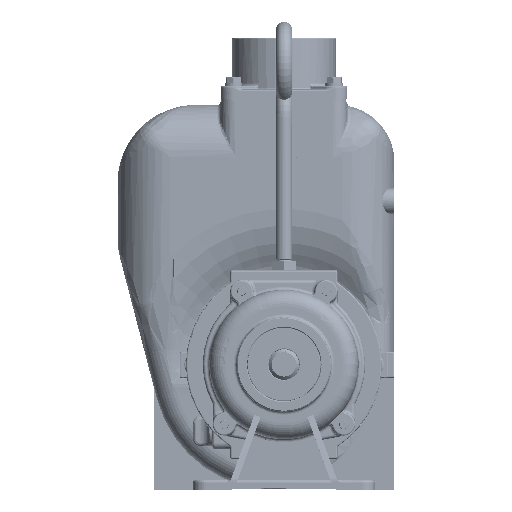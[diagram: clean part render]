
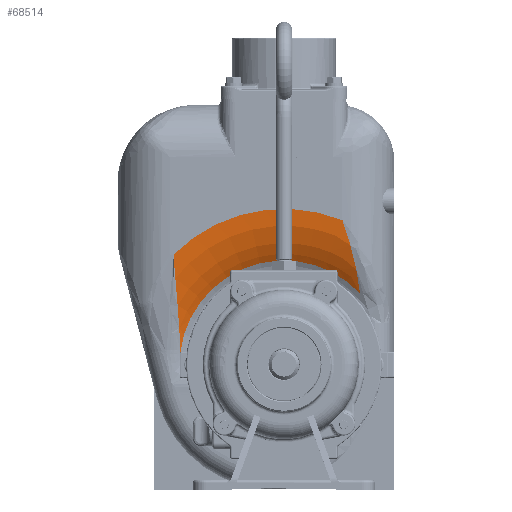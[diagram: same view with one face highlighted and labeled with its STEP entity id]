
A CAD part, top view. The second image highlights one B-rep face of the part: STEP entity #68514.
In plain terms, the highlighted toroidal (fillet/blend) face has major radius 152.4 mm and minor radius 95.25 mm.
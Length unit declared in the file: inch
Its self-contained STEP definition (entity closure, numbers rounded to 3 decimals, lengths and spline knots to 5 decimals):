
#1687=TOROIDAL_SURFACE('',#73585,6.,3.75);
#2674=B_SPLINE_CURVE_WITH_KNOTS('',3,(#103926,#103927,#103928,#103929,#103930,
#103931,#103932,#103933),.UNSPECIFIED.,.F.,.F.,(4,2,1,1,4),(-6.99528,
-6.9896,-4.19376,-2.79584,0.),.UNSPECIFIED.);
#2675=B_SPLINE_CURVE_WITH_KNOTS('',3,(#103935,#103936,#103937,#103938,#103939,
#103940,#103941,#103942,#103943,#103944),.UNSPECIFIED.,.F.,.F.,(4,1,1,1,
1,2,4),(0.,1.83271,3.66542,5.49812,7.33083,
9.16354,9.17197),.UNSPECIFIED.);
#2676=B_SPLINE_CURVE_WITH_KNOTS('',3,(#103945,#103946,#103947,#103948),
 .UNSPECIFIED.,.F.,.F.,(4,4),(0.19346,0.48826),
 .UNSPECIFIED.);
#8082=FACE_OUTER_BOUND('',#12636,.T.);
#12636=EDGE_LOOP('',(#47823,#47824,#47825,#47826,#47827));
#25588=CIRCLE('',#73408,6.);
#25674=CIRCLE('',#73586,4.01543);
#29517=VERTEX_POINT('',#103332);
#29518=VERTEX_POINT('',#103333);
#29688=VERTEX_POINT('',#103923);
#29689=VERTEX_POINT('',#103924);
#29690=VERTEX_POINT('',#103934);
#36385=EDGE_CURVE('',#29517,#29518,#25588,.T.);
#36581=EDGE_CURVE('',#29688,#29689,#25674,.T.);
#36582=EDGE_CURVE('',#29517,#29688,#2674,.T.);
#36583=EDGE_CURVE('',#29690,#29518,#2675,.T.);
#36584=EDGE_CURVE('',#29689,#29690,#2676,.T.);
#47823=ORIENTED_EDGE('',*,*,#36581,.F.);
#47824=ORIENTED_EDGE('',*,*,#36582,.F.);
#47825=ORIENTED_EDGE('',*,*,#36385,.T.);
#47826=ORIENTED_EDGE('',*,*,#36583,.F.);
#47827=ORIENTED_EDGE('',*,*,#36584,.F.);
#68514=ADVANCED_FACE('',(#8082),#1687,.T.);
#73408=AXIS2_PLACEMENT_3D('',#103334,#81615,#81616);
#73585=AXIS2_PLACEMENT_3D('',#103922,#82047,#82048);
#73586=AXIS2_PLACEMENT_3D('',#103925,#82049,#82050);
#81615=DIRECTION('center_axis',(0.,0.,1.));
#81616=DIRECTION('ref_axis',(1.,0.,0.));
#82047=DIRECTION('center_axis',(0.,0.,1.));
#82048=DIRECTION('ref_axis',(0.,-1.,0.));
#82049=DIRECTION('center_axis',(0.,0.,1.));
#82050=DIRECTION('ref_axis',(-0.362,0.932,0.));
#103332=CARTESIAN_POINT('',(2.25,5.56215,1.5));
#103333=CARTESIAN_POINT('',(-4.25,4.23527,1.5));
#103334=CARTESIAN_POINT('Origin',(0.,0.,1.5));
#103922=CARTESIAN_POINT('Origin',(0.,0.,-2.25));
#103923=CARTESIAN_POINT('',(2.9251,2.7509,0.93182));
#103924=CARTESIAN_POINT('',(-3.98677,0.47889,0.93182));
#103925=CARTESIAN_POINT('Origin',(0.,0.,0.93182));
#103926=CARTESIAN_POINT('Ctrl Pts',(2.25,5.56215,1.5));
#103927=CARTESIAN_POINT('Ctrl Pts',(2.25028,5.56136,1.5));
#103928=CARTESIAN_POINT('Ctrl Pts',(2.25055,5.56057,1.5));
#103929=CARTESIAN_POINT('Ctrl Pts',(2.38694,5.17209,1.49983));
#103930=CARTESIAN_POINT('Ctrl Pts',(2.56953,4.59147,1.44281));
#103931=CARTESIAN_POINT('Ctrl Pts',(2.79884,3.64628,1.24031));
#103932=CARTESIAN_POINT('Ctrl Pts',(2.88769,3.1001,1.06404));
#103933=CARTESIAN_POINT('Ctrl Pts',(2.9251,2.7509,0.93182));
#103934=CARTESIAN_POINT('',(-3.98808,0.58194,0.94106));
#103935=CARTESIAN_POINT('Ctrl Pts',(-3.98808,0.58194,
0.94106));
#103936=CARTESIAN_POINT('Ctrl Pts',(-3.99442,0.79599,
0.964));
#103937=CARTESIAN_POINT('Ctrl Pts',(-4.01389,1.22859,
1.03347));
#103938=CARTESIAN_POINT('Ctrl Pts',(-4.06076,1.90901,
1.18213));
#103939=CARTESIAN_POINT('Ctrl Pts',(-4.11999,2.63115,
1.33838));
#103940=CARTESIAN_POINT('Ctrl Pts',(-4.18539,3.4048,
1.46351));
#103941=CARTESIAN_POINT('Ctrl Pts',(-4.22882,3.95178,
1.49983));
#103942=CARTESIAN_POINT('Ctrl Pts',(-4.24981,4.23269,
1.5));
#103943=CARTESIAN_POINT('Ctrl Pts',(-4.2499,4.23398,1.5));
#103944=CARTESIAN_POINT('Ctrl Pts',(-4.25,4.23527,
1.5));
#103945=CARTESIAN_POINT('Ctrl Pts',(-3.98677,0.47889,
0.93182));
#103946=CARTESIAN_POINT('Ctrl Pts',(-3.98663,0.51316,
0.93429));
#103947=CARTESIAN_POINT('Ctrl Pts',(-3.98706,0.54751,
0.93737));
#103948=CARTESIAN_POINT('Ctrl Pts',(-3.98808,0.58194,
0.94106));
